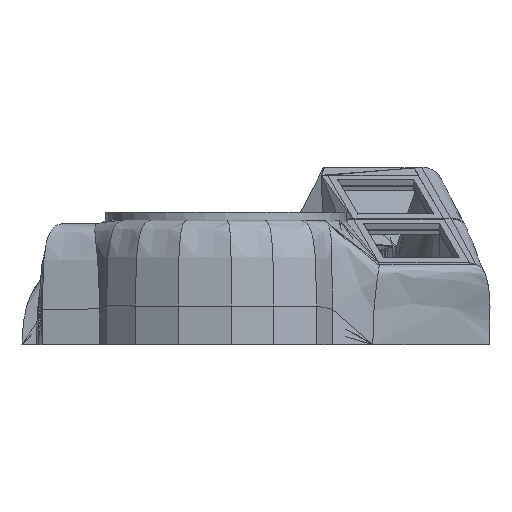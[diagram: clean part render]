
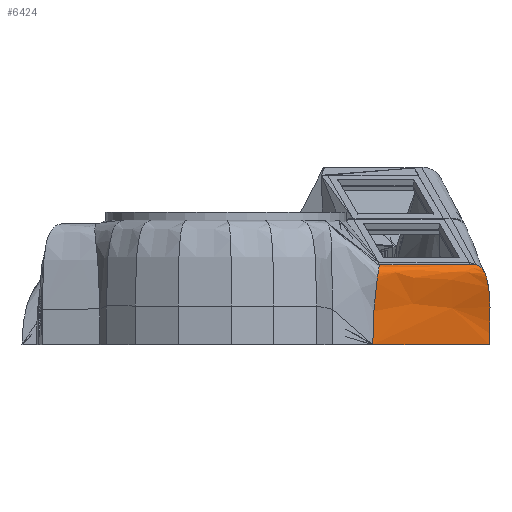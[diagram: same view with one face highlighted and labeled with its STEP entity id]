
A CAD part, left-side view. The second image highlights one B-rep face of the part: STEP entity #6424.
In plain terms, the highlighted free-form (B-spline) face has degree [3, 3] with [4, 4] control points.
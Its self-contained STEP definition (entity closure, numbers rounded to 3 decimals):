
#4448 = VERTEX_POINT('',#4449);
#4449 = CARTESIAN_POINT('',(-49.254,-5.751,
    15.956));
#5919 = VERTEX_POINT('',#5920);
#5920 = CARTESIAN_POINT('',(-54.588,11.232,
    15.935));
#5929 = EDGE_CURVE('',#5919,#4448,#5930,.T.);
#5930 = B_SPLINE_CURVE_WITH_KNOTS('',3,(#5931,#5932,#5933,#5934),
  .UNSPECIFIED.,.F.,.F.,(4,4),(0.,1.),.PIECEWISE_BEZIER_KNOTS.);
#5931 = CARTESIAN_POINT('',(-54.588,11.232,
    15.935));
#5932 = CARTESIAN_POINT('',(-52.81,5.571,
    15.942));
#5933 = CARTESIAN_POINT('',(-51.032,-0.09,
    15.949));
#5934 = CARTESIAN_POINT('',(-49.254,-5.751,
    15.956));
#5964 = EDGE_CURVE('',#5965,#4448,#5967,.T.);
#5965 = VERTEX_POINT('',#5966);
#5966 = CARTESIAN_POINT('',(-45.464,-8.098,2.001));
#5967 = B_SPLINE_CURVE_WITH_KNOTS('',3,(#5968,#5969,#5970,#5971),
  .UNSPECIFIED.,.F.,.F.,(4,4),(0.,1.),.PIECEWISE_BEZIER_KNOTS.);
#5968 = CARTESIAN_POINT('',(-45.464,-8.098,2.001));
#5969 = CARTESIAN_POINT('',(-45.464,-8.098,
    7.89));
#5970 = CARTESIAN_POINT('',(-50.776,-8.89,
    14.842));
#5971 = CARTESIAN_POINT('',(-49.254,-5.751,
    15.956));
#6424 = ADVANCED_FACE('',(#6425),#6445,.T.);
#6425 = FACE_BOUND('',#6426,.T.);
#6426 = EDGE_LOOP('',(#6427,#6436,#6443,#6444));
#6427 = ORIENTED_EDGE('',*,*,#6428,.F.);
#6428 = EDGE_CURVE('',#6429,#5919,#6431,.T.);
#6429 = VERTEX_POINT('',#6430);
#6430 = CARTESIAN_POINT('',(-54.668,12.312,2.001));
#6431 = B_SPLINE_CURVE_WITH_KNOTS('',3,(#6432,#6433,#6434,#6435),
  .UNSPECIFIED.,.F.,.F.,(4,4),(0.,1.),.PIECEWISE_BEZIER_KNOTS.);
#6432 = CARTESIAN_POINT('',(-54.668,12.312,2.001));
#6433 = CARTESIAN_POINT('',(-54.668,12.312,
    11.365));
#6434 = CARTESIAN_POINT('',(-57.897,11.128,
    14.819));
#6435 = CARTESIAN_POINT('',(-54.588,11.232,
    15.935));
#6436 = ORIENTED_EDGE('',*,*,#6437,.T.);
#6437 = EDGE_CURVE('',#6429,#5965,#6438,.T.);
#6438 = B_SPLINE_CURVE_WITH_KNOTS('',3,(#6439,#6440,#6441,#6442),
  .UNSPECIFIED.,.F.,.F.,(4,4),(0.,1.),.PIECEWISE_BEZIER_KNOTS.);
#6439 = CARTESIAN_POINT('',(-54.668,12.312,2.001));
#6440 = CARTESIAN_POINT('',(-51.6,5.509,2.001));
#6441 = CARTESIAN_POINT('',(-48.532,-1.295,2.001));
#6442 = CARTESIAN_POINT('',(-45.464,-8.098,2.001));
#6443 = ORIENTED_EDGE('',*,*,#5964,.T.);
#6444 = ORIENTED_EDGE('',*,*,#5929,.F.);
#6445 = B_SPLINE_SURFACE_WITH_KNOTS('',3,3,(
    (#6446,#6447,#6448,#6449)
    ,(#6450,#6451,#6452,#6453)
    ,(#6454,#6455,#6456,#6457)
    ,(#6458,#6459,#6460,#6461
    )),.UNSPECIFIED.,.F.,.F.,.F.,(4,4),(4,4),(0.,1.),(0.,1.),
  .PIECEWISE_BEZIER_KNOTS.);
#6446 = CARTESIAN_POINT('',(-54.668,12.312,2.001));
#6447 = CARTESIAN_POINT('',(-54.668,12.312,
    11.365));
#6448 = CARTESIAN_POINT('',(-57.897,11.128,
    14.819));
#6449 = CARTESIAN_POINT('',(-54.588,11.232,
    15.935));
#6450 = CARTESIAN_POINT('',(-51.6,5.509,2.001));
#6451 = CARTESIAN_POINT('',(-51.6,5.509,
    11.365));
#6452 = CARTESIAN_POINT('',(-56.119,5.467,
    14.826));
#6453 = CARTESIAN_POINT('',(-52.81,5.571,
    15.942));
#6454 = CARTESIAN_POINT('',(-48.532,-1.295,2.001));
#6455 = CARTESIAN_POINT('',(-48.532,-1.295,
    7.89));
#6456 = CARTESIAN_POINT('',(-52.554,-3.229,
    14.835));
#6457 = CARTESIAN_POINT('',(-51.032,-0.09,
    15.949));
#6458 = CARTESIAN_POINT('',(-45.464,-8.098,2.001));
#6459 = CARTESIAN_POINT('',(-45.464,-8.098,
    7.89));
#6460 = CARTESIAN_POINT('',(-50.776,-8.89,
    14.842));
#6461 = CARTESIAN_POINT('',(-49.254,-5.751,
    15.956));
